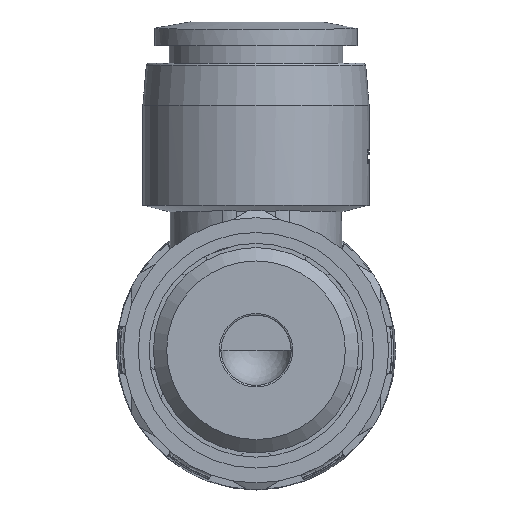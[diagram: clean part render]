
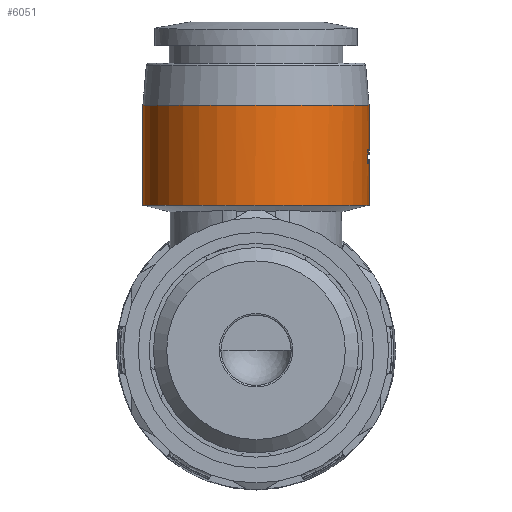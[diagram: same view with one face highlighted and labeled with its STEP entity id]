
A CAD part, front view. The second image highlights one B-rep face of the part: STEP entity #6051.
In plain terms, the highlighted cylindrical face has radius 7.25 mm (diameter 14.5 mm), a full revolution.
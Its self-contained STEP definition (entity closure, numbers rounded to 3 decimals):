
#47=ELLIPSE('',#6358,8.647,7.25);
#48=ELLIPSE('',#6360,8.647,7.25);
#61=B_SPLINE_CURVE_WITH_KNOTS('',3,(#8364,#8365,#8366,#8367),
 .UNSPECIFIED.,.F.,.F.,(4,4),(0.,0.),.UNSPECIFIED.);
#62=B_SPLINE_CURVE_WITH_KNOTS('',3,(#8371,#8372,#8373,#8374),
 .UNSPECIFIED.,.F.,.F.,(4,4),(0.,0.),
 .UNSPECIFIED.);
#63=B_SPLINE_CURVE_WITH_KNOTS('',3,(#8375,#8376,#8377,#8378),
 .UNSPECIFIED.,.F.,.F.,(4,4),(0.,0.),.UNSPECIFIED.);
#64=B_SPLINE_CURVE_WITH_KNOTS('',3,(#8382,#8383,#8384,#8385),
 .UNSPECIFIED.,.F.,.F.,(4,4),(0.,0.),.UNSPECIFIED.);
#226=CYLINDRICAL_SURFACE('',#6354,7.25);
#331=CIRCLE('',#6345,7.25);
#333=CIRCLE('',#6348,7.25);
#337=CIRCLE('',#6355,7.25);
#338=CIRCLE('',#6356,7.25);
#339=CIRCLE('',#6357,7.25);
#340=CIRCLE('',#6359,7.25);
#341=CIRCLE('',#6361,7.25);
#342=CIRCLE('',#6362,7.25);
#343=CIRCLE('',#6363,7.25);
#625=ORIENTED_EDGE('',*,*,#2019,.F.);
#626=ORIENTED_EDGE('',*,*,#2007,.F.);
#627=ORIENTED_EDGE('',*,*,#2020,.F.);
#628=ORIENTED_EDGE('',*,*,#2021,.F.);
#629=ORIENTED_EDGE('',*,*,#2022,.F.);
#630=ORIENTED_EDGE('',*,*,#2011,.F.);
#631=ORIENTED_EDGE('',*,*,#2023,.F.);
#632=ORIENTED_EDGE('',*,*,#2024,.F.);
#633=ORIENTED_EDGE('',*,*,#2025,.F.);
#634=ORIENTED_EDGE('',*,*,#2026,.T.);
#635=ORIENTED_EDGE('',*,*,#2027,.T.);
#636=ORIENTED_EDGE('',*,*,#2028,.T.);
#637=ORIENTED_EDGE('',*,*,#2029,.T.);
#638=ORIENTED_EDGE('',*,*,#2030,.T.);
#639=ORIENTED_EDGE('',*,*,#2031,.T.);
#640=ORIENTED_EDGE('',*,*,#2032,.T.);
#641=ORIENTED_EDGE('',*,*,#2033,.T.);
#642=ORIENTED_EDGE('',*,*,#2034,.T.);
#643=ORIENTED_EDGE('',*,*,#2035,.T.);
#644=ORIENTED_EDGE('',*,*,#2036,.T.);
#645=ORIENTED_EDGE('',*,*,#2037,.T.);
#2007=EDGE_CURVE('',#2704,#2702,#331,.T.);
#2011=EDGE_CURVE('',#2708,#2706,#333,.T.);
#2019=EDGE_CURVE('',#2715,#2715,#337,.T.);
#2020=EDGE_CURVE('',#2716,#2704,#61,.T.);
#2021=EDGE_CURVE('',#2717,#2716,#3168,.F.);
#2022=EDGE_CURVE('',#2706,#2717,#62,.T.);
#2023=EDGE_CURVE('',#2718,#2708,#63,.T.);
#2024=EDGE_CURVE('',#2719,#2718,#3169,.T.);
#2025=EDGE_CURVE('',#2702,#2719,#64,.T.);
#2026=EDGE_CURVE('',#2720,#2721,#338,.T.);
#2027=EDGE_CURVE('',#2721,#2722,#3170,.T.);
#2028=EDGE_CURVE('',#2722,#2723,#339,.T.);
#2029=EDGE_CURVE('',#2723,#2724,#47,.T.);
#2030=EDGE_CURVE('',#2724,#2725,#340,.T.);
#2031=EDGE_CURVE('',#2725,#2726,#48,.T.);
#2032=EDGE_CURVE('',#2726,#2727,#3171,.T.);
#2033=EDGE_CURVE('',#2727,#2728,#341,.T.);
#2034=EDGE_CURVE('',#2728,#2729,#3172,.T.);
#2035=EDGE_CURVE('',#2729,#2730,#342,.T.);
#2036=EDGE_CURVE('',#2730,#2720,#3173,.F.);
#2037=EDGE_CURVE('',#2731,#2731,#343,.T.);
#2702=VERTEX_POINT('',#8319);
#2704=VERTEX_POINT('',#8323);
#2706=VERTEX_POINT('',#8328);
#2708=VERTEX_POINT('',#8332);
#2715=VERTEX_POINT('',#8363);
#2716=VERTEX_POINT('',#8368);
#2717=VERTEX_POINT('',#8370);
#2718=VERTEX_POINT('',#8379);
#2719=VERTEX_POINT('',#8381);
#2720=VERTEX_POINT('',#8387);
#2721=VERTEX_POINT('',#8388);
#2722=VERTEX_POINT('',#8390);
#2723=VERTEX_POINT('',#8392);
#2724=VERTEX_POINT('',#8394);
#2725=VERTEX_POINT('',#8396);
#2726=VERTEX_POINT('',#8398);
#2727=VERTEX_POINT('',#8400);
#2728=VERTEX_POINT('',#8402);
#2729=VERTEX_POINT('',#8404);
#2730=VERTEX_POINT('',#8406);
#2731=VERTEX_POINT('',#8409);
#3168=LINE('',#8369,#3446);
#3169=LINE('',#8380,#3447);
#3170=LINE('',#8389,#3448);
#3171=LINE('',#8399,#3449);
#3172=LINE('',#8403,#3450);
#3173=LINE('',#8407,#3451);
#3446=VECTOR('',#6956,1000.);
#3447=VECTOR('',#6957,1000.);
#3448=VECTOR('',#6960,1000.);
#3449=VECTOR('',#6969,1000.);
#3450=VECTOR('',#6972,1000.);
#3451=VECTOR('',#6975,1000.);
#3724=EDGE_LOOP('',(#625));
#3725=EDGE_LOOP('',(#626,#627,#628,#629,#630,#631,#632,#633));
#3726=EDGE_LOOP('',(#634,#635,#636,#637,#638,#639,#640,#641,#642,#643,#644));
#3727=EDGE_LOOP('',(#645));
#4046=FACE_BOUND('',#3724,.T.);
#4047=FACE_BOUND('',#3725,.T.);
#4048=FACE_BOUND('',#3726,.T.);
#4049=FACE_BOUND('',#3727,.T.);
#6051=ADVANCED_FACE('',(#4046,#4047,#4048,#4049),#226,.T.);
#6345=AXIS2_PLACEMENT_3D('',#8324,#6932,#6933);
#6348=AXIS2_PLACEMENT_3D('',#8333,#6940,#6941);
#6354=AXIS2_PLACEMENT_3D('',#8361,#6952,#6953);
#6355=AXIS2_PLACEMENT_3D('',#8362,#6954,#6955);
#6356=AXIS2_PLACEMENT_3D('',#8386,#6958,#6959);
#6357=AXIS2_PLACEMENT_3D('',#8391,#6961,#6962);
#6358=AXIS2_PLACEMENT_3D('',#8393,#6963,#6964);
#6359=AXIS2_PLACEMENT_3D('',#8395,#6965,#6966);
#6360=AXIS2_PLACEMENT_3D('',#8397,#6967,#6968);
#6361=AXIS2_PLACEMENT_3D('',#8401,#6970,#6971);
#6362=AXIS2_PLACEMENT_3D('',#8405,#6973,#6974);
#6363=AXIS2_PLACEMENT_3D('',#8408,#6976,#6977);
#6932=DIRECTION('',(0.,0.,-1.));
#6933=DIRECTION('',(-1.,0.,0.));
#6940=DIRECTION('',(0.,0.,1.));
#6941=DIRECTION('',(1.,0.,0.));
#6952=DIRECTION('',(0.,0.,-1.));
#6953=DIRECTION('',(-1.,0.,0.));
#6954=DIRECTION('',(0.,0.,-1.));
#6955=DIRECTION('',(-1.,0.,0.));
#6956=DIRECTION('',(0.,0.,-1.));
#6957=DIRECTION('',(0.,0.,-1.));
#6958=DIRECTION('',(0.,0.,1.));
#6959=DIRECTION('',(1.,0.,0.));
#6960=DIRECTION('',(0.,0.,-1.));
#6961=DIRECTION('',(0.,0.,1.));
#6962=DIRECTION('',(1.,0.,0.));
#6963=DIRECTION('',(0.,-0.545,-0.838));
#6964=DIRECTION('',(0.,0.838,-0.545));
#6965=DIRECTION('',(0.,0.,1.));
#6966=DIRECTION('',(1.,0.,0.));
#6967=DIRECTION('',(0.,0.545,0.838));
#6968=DIRECTION('',(0.,0.838,-0.545));
#6969=DIRECTION('',(0.,0.,-1.));
#6970=DIRECTION('',(0.,0.,-1.));
#6971=DIRECTION('',(-1.,0.,0.));
#6972=DIRECTION('',(0.,0.,-1.));
#6973=DIRECTION('',(0.,0.,-1.));
#6974=DIRECTION('',(-1.,0.,0.));
#6975=DIRECTION('',(0.,0.,-1.));
#6976=DIRECTION('',(0.,0.,-1.));
#6977=DIRECTION('',(-1.,0.,0.));
#8319=CARTESIAN_POINT('',(0.125,29.249,14.057));
#8323=CARTESIAN_POINT('',(-0.125,29.249,14.057));
#8324=CARTESIAN_POINT('',(0.,22.,14.057));
#8328=CARTESIAN_POINT('',(-0.3,29.244,10.957));
#8332=CARTESIAN_POINT('',(0.3,29.244,10.957));
#8333=CARTESIAN_POINT('',(0.,22.,10.957));
#8361=CARTESIAN_POINT('',(0.,22.,0.));
#8362=CARTESIAN_POINT('',(0.,22.,9.3));
#8363=CARTESIAN_POINT('',(-7.25,22.,9.3));
#8364=CARTESIAN_POINT('',(-0.4,29.239,13.782));
#8365=CARTESIAN_POINT('',(-0.4,29.239,13.927));
#8366=CARTESIAN_POINT('',(-0.27,29.246,14.057));
#8367=CARTESIAN_POINT('',(-0.125,29.249,14.057));
#8368=CARTESIAN_POINT('',(-0.4,29.239,13.782));
#8369=CARTESIAN_POINT('',(-0.4,29.239,0.));
#8370=CARTESIAN_POINT('',(-0.4,29.239,11.057));
#8371=CARTESIAN_POINT('',(-0.3,29.244,10.957));
#8372=CARTESIAN_POINT('',(-0.353,29.242,10.957));
#8373=CARTESIAN_POINT('',(-0.4,29.239,11.004));
#8374=CARTESIAN_POINT('',(-0.4,29.239,11.057));
#8375=CARTESIAN_POINT('',(0.4,29.239,11.057));
#8376=CARTESIAN_POINT('',(0.4,29.239,11.004));
#8377=CARTESIAN_POINT('',(0.353,29.242,10.957));
#8378=CARTESIAN_POINT('',(0.3,29.244,10.957));
#8379=CARTESIAN_POINT('',(0.4,29.239,11.057));
#8380=CARTESIAN_POINT('',(0.4,29.239,0.));
#8381=CARTESIAN_POINT('',(0.4,29.239,13.782));
#8382=CARTESIAN_POINT('',(0.125,29.249,14.057));
#8383=CARTESIAN_POINT('',(0.27,29.246,14.057));
#8384=CARTESIAN_POINT('',(0.4,29.239,13.927));
#8385=CARTESIAN_POINT('',(0.4,29.239,13.782));
#8386=CARTESIAN_POINT('',(0.,22.,12.849));
#8387=CARTESIAN_POINT('',(7.158,20.85,12.849));
#8388=CARTESIAN_POINT('',(7.201,21.157,12.849));
#8389=CARTESIAN_POINT('',(7.201,21.157,0.));
#8390=CARTESIAN_POINT('',(7.201,21.157,12.564));
#8391=CARTESIAN_POINT('',(0.,22.,12.564));
#8392=CARTESIAN_POINT('',(7.225,22.606,12.564));
#8393=CARTESIAN_POINT('',(0.,22.,12.958));
#8394=CARTESIAN_POINT('',(7.248,22.167,12.849));
#8395=CARTESIAN_POINT('',(0.,22.,12.849));
#8396=CARTESIAN_POINT('',(7.225,22.606,12.849));
#8397=CARTESIAN_POINT('',(0.,22.,13.243));
#8398=CARTESIAN_POINT('',(7.174,23.045,12.564));
#8399=CARTESIAN_POINT('',(7.174,23.045,0.));
#8400=CARTESIAN_POINT('',(7.174,23.045,12.256));
#8401=CARTESIAN_POINT('',(0.,22.,12.256));
#8402=CARTESIAN_POINT('',(7.201,21.157,12.256));
#8403=CARTESIAN_POINT('',(7.201,21.157,0.));
#8404=CARTESIAN_POINT('',(7.201,21.157,11.971));
#8405=CARTESIAN_POINT('',(0.,22.,11.971));
#8406=CARTESIAN_POINT('',(7.158,20.85,11.971));
#8407=CARTESIAN_POINT('',(7.158,20.85,0.));
#8408=CARTESIAN_POINT('',(0.,22.,15.714));
#8409=CARTESIAN_POINT('',(-7.25,22.,15.714));
